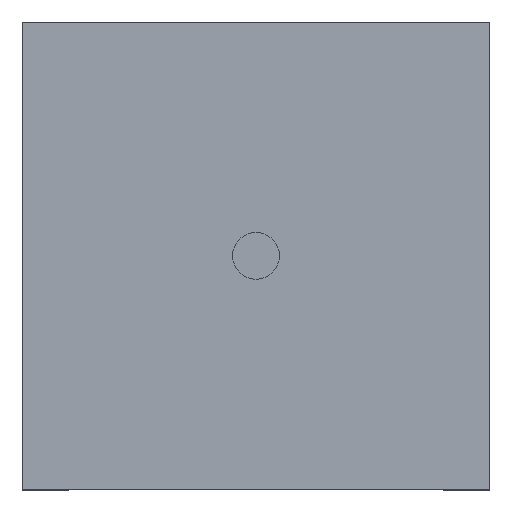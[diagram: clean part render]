
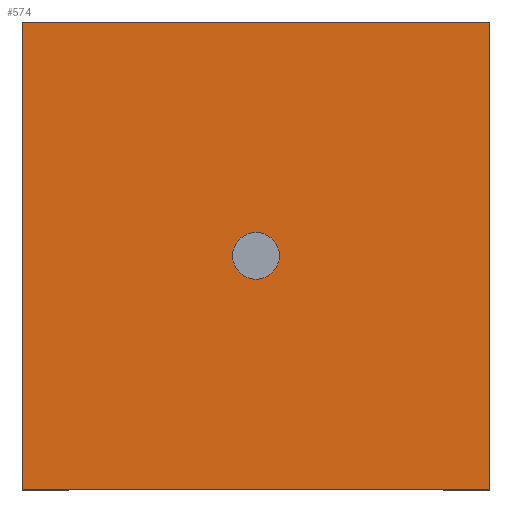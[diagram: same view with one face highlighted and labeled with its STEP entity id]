
A CAD part, top view. The second image highlights one B-rep face of the part: STEP entity #574.
In plain terms, the highlighted planar face has unit normal (0, 0, 1).
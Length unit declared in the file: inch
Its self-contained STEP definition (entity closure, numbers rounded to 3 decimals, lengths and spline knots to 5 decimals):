
#173=DIRECTION('',(1.,0.,0.));
#174=VECTOR('',#173,50.);
#175=CARTESIAN_POINT('',(-25.,-25.,2.));
#176=LINE('',#175,#174);
#177=DIRECTION('',(0.,-1.,0.));
#178=VECTOR('',#177,50.);
#179=CARTESIAN_POINT('',(-25.,25.,2.));
#180=LINE('',#179,#178);
#181=DIRECTION('',(-1.,0.,0.));
#182=VECTOR('',#181,50.);
#183=CARTESIAN_POINT('',(25.,25.,2.));
#184=LINE('',#183,#182);
#185=DIRECTION('',(0.,1.,0.));
#186=VECTOR('',#185,50.);
#187=CARTESIAN_POINT('',(25.,-25.,2.));
#188=LINE('',#187,#186);
#189=CARTESIAN_POINT('',(0.,0.,2.));
#190=DIRECTION('',(0.,0.,1.));
#191=DIRECTION('',(1.,0.,0.));
#192=AXIS2_PLACEMENT_3D('',#189,#190,#191);
#194=CARTESIAN_POINT('',(0.,0.,2.));
#195=DIRECTION('',(0.,0.,1.));
#196=DIRECTION('',(-1.,0.,0.));
#197=AXIS2_PLACEMENT_3D('',#194,#195,#196);
#221=CARTESIAN_POINT('',(-25.,-25.,2.));
#222=CARTESIAN_POINT('',(25.,-25.,2.));
#223=VERTEX_POINT('',#221);
#224=VERTEX_POINT('',#222);
#225=CARTESIAN_POINT('',(25.,25.,2.));
#226=VERTEX_POINT('',#225);
#227=CARTESIAN_POINT('',(-25.,25.,2.));
#228=VERTEX_POINT('',#227);
#289=CARTESIAN_POINT('',(2.5,0.,2.));
#290=CARTESIAN_POINT('',(-2.5,0.,2.));
#291=VERTEX_POINT('',#289);
#292=VERTEX_POINT('',#290);
#557=CARTESIAN_POINT('',(0.,0.,2.));
#558=DIRECTION('',(0.,0.,1.));
#559=DIRECTION('',(1.,0.,0.));
#560=AXIS2_PLACEMENT_3D('',#557,#558,#559);
#561=PLANE('',#560);
#562=ORIENTED_EDGE('',*,*,#406,.F.);
#563=ORIENTED_EDGE('',*,*,#502,.F.);
#564=ORIENTED_EDGE('',*,*,#483,.F.);
#565=ORIENTED_EDGE('',*,*,#352,.F.);
#566=EDGE_LOOP('',(#562,#563,#564,#565));
#567=FACE_OUTER_BOUND('',#566,.F.);
#569=ORIENTED_EDGE('',*,*,#568,.T.);
#571=ORIENTED_EDGE('',*,*,#570,.T.);
#572=EDGE_LOOP('',(#569,#571));
#573=FACE_BOUND('',#572,.F.);
#574=ADVANCED_FACE('',(#567,#573),#561,.T.);
#193=CIRCLE('',#192,2.5);
#198=CIRCLE('',#197,2.5);
#352=EDGE_CURVE('',#224,#226,#188,.T.);
#406=EDGE_CURVE('',#223,#224,#176,.T.);
#483=EDGE_CURVE('',#226,#228,#184,.T.);
#502=EDGE_CURVE('',#228,#223,#180,.T.);
#568=EDGE_CURVE('',#291,#292,#193,.T.);
#570=EDGE_CURVE('',#292,#291,#198,.T.);
